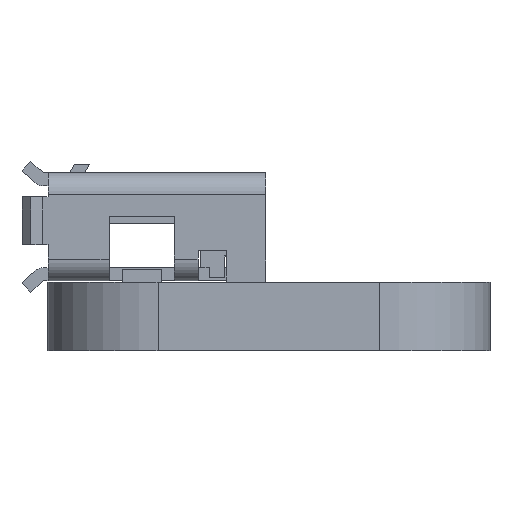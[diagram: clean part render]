
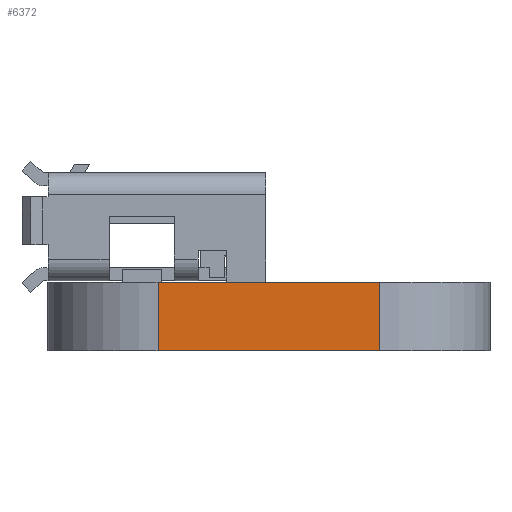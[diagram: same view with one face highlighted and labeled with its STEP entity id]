
A CAD part, left-side view. The second image highlights one B-rep face of the part: STEP entity #6372.
In plain terms, the highlighted planar face has unit normal (-1, 0, 0).
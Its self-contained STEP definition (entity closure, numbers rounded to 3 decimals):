
#70=PLANE('',#6758);
#330=FACE_OUTER_BOUND('',#642,.T.);
#642=EDGE_LOOP('',(#4443,#4444,#4445,#4446));
#1001=LINE('',#9079,#1814);
#1002=LINE('',#9082,#1815);
#1003=LINE('',#9084,#1816);
#1004=LINE('',#9085,#1817);
#1814=VECTOR('',#7346,10.);
#1815=VECTOR('',#7349,10.);
#1816=VECTOR('',#7350,10.);
#1817=VECTOR('',#7351,10.);
#2794=VERTEX_POINT('',#9075);
#2795=VERTEX_POINT('',#9077);
#2796=VERTEX_POINT('',#9081);
#2797=VERTEX_POINT('',#9083);
#3451=EDGE_CURVE('',#2794,#2795,#1001,.T.);
#3452=EDGE_CURVE('',#2794,#2796,#1002,.T.);
#3453=EDGE_CURVE('',#2797,#2795,#1003,.T.);
#3454=EDGE_CURVE('',#2796,#2797,#1004,.T.);
#4443=ORIENTED_EDGE('',*,*,#3452,.F.);
#4444=ORIENTED_EDGE('',*,*,#3451,.T.);
#4445=ORIENTED_EDGE('',*,*,#3453,.F.);
#4446=ORIENTED_EDGE('',*,*,#3454,.F.);
#6372=ADVANCED_FACE('',(#330),#70,.T.);
#6758=AXIS2_PLACEMENT_3D('',#9080,#7347,#7348);
#7346=DIRECTION('',(0.,0.,1.));
#7347=DIRECTION('center_axis',(-1.,0.,0.));
#7348=DIRECTION('ref_axis',(0.,-1.,0.));
#7349=DIRECTION('',(0.,1.,0.));
#7350=DIRECTION('',(0.,-1.,0.));
#7351=DIRECTION('',(0.,0.,1.));
#9075=CARTESIAN_POINT('',(0.,2.54,0.));
#9077=CARTESIAN_POINT('',(0.,2.54,1.57));
#9079=CARTESIAN_POINT('',(0.,2.54,0.));
#9080=CARTESIAN_POINT('Origin',(0.,7.62,0.));
#9081=CARTESIAN_POINT('',(0.,7.62,0.));
#9082=CARTESIAN_POINT('',(0.,2.54,0.));
#9083=CARTESIAN_POINT('',(0.,7.62,1.57));
#9084=CARTESIAN_POINT('',(0.,2.54,1.57));
#9085=CARTESIAN_POINT('',(0.,7.62,0.));
